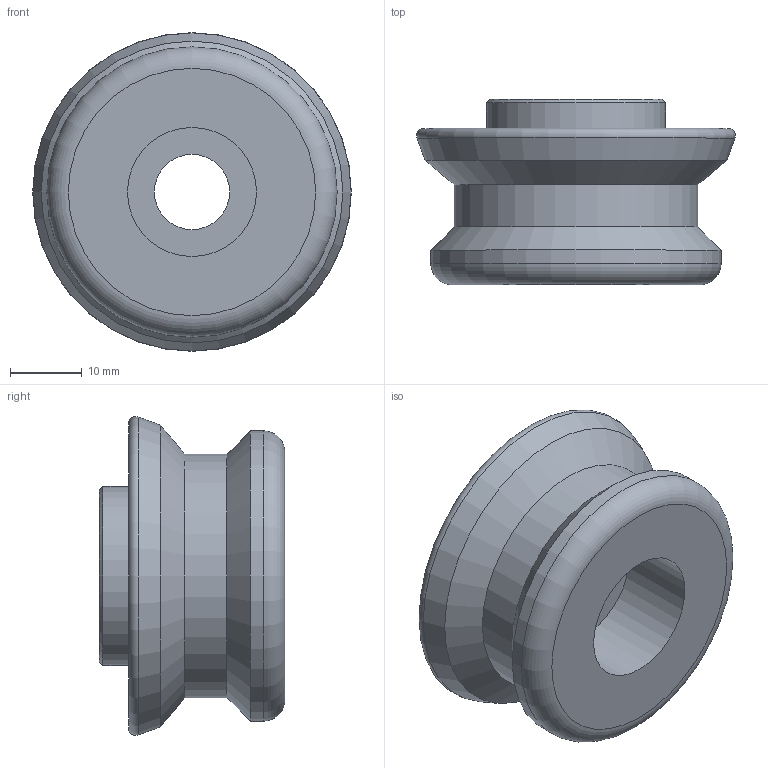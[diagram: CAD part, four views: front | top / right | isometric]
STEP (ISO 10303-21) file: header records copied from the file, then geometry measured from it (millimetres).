
FILE_DESCRIPTION(/* description */ (''),/* implementation_level */ '2;1');
FILE_NAME(/* name */ 'CEP-2016-01-0007.stp',/* time_stamp */ '2018-02-05T12:32:49+01:00',/* author */ ('PC'),/* organization */ (''),/* preprocessor_version */ 'ST-DEVELOPER v16.13',/* originating_system */ 'Autodesk Inventor 2018',/* authorisation */ '');
FILE_SCHEMA (('AUTOMOTIVE_DESIGN { 1 0 10303 214 3 1 1 }'));
Length unit declared in the file: millimetre
Products named in the file (1): Součást8
Bounding box: 44.47 x 25.9 x 44.47 mm (x, y, z)
Volume: 23261.7 mm3; surface area: 6890.9 mm2
Topology: 1 solids, 1 shells, 16 faces, 28 edges, 16 vertices
Faces by surface type: cone 5, cylinder 5, plane 4, torus 2
Full cylindrical faces by diameter (mm): 10.5 x1, 18 x1, 25 x1, 34 x1, 40.5 x1
Entity records: 390 total; most frequent: DIRECTION 66, CARTESIAN_POINT 49, AXIS2_PLACEMENT_3D 33, EDGE_LOOP 32, ORIENTED_EDGE 32, STYLED_ITEM 17, FACE_BOUND 16, FACE_OUTER_BOUND 16
